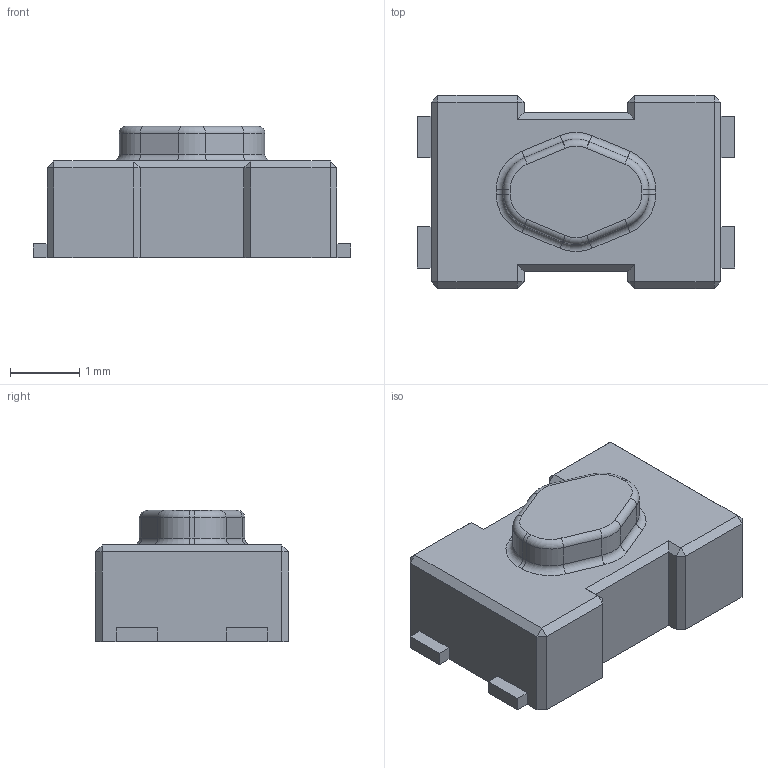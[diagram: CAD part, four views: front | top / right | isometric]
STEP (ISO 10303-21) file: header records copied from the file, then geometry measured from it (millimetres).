
FILE_DESCRIPTION (( 'STEP AP214' ), '1' );
FILE_NAME ('TACTILE_SWITCH_SMD_4_6X2_8MM.STEP', '2015-11-16T18:55:43', ( '' ), ( '' ), 'SwSTEP 2.0', 'SolidWorks 2014', '' );
FILE_SCHEMA (( 'AUTOMOTIVE_DESIGN' ));
Length unit declared in the file: millimetre
Products named in the file (1): TACTILE_SWITCH_SMD_4_6X2_8MM
Bounding box: 4.6 x 2.8 x 1.9 mm (x, y, z)
Volume: 16.6 mm3; surface area: 45.1 mm2
Topology: 1 solids, 1 shells, 95 faces, 224 edges, 132 vertices
Faces by surface type: plane 65, cylinder 18, torus 12
Entity records: 2684 total; most frequent: DIRECTION 464, CARTESIAN_POINT 452, ORIENTED_EDGE 448, EDGE_CURVE 224, VECTOR 176, LINE 176, AXIS2_PLACEMENT_3D 144, VERTEX_POINT 132
